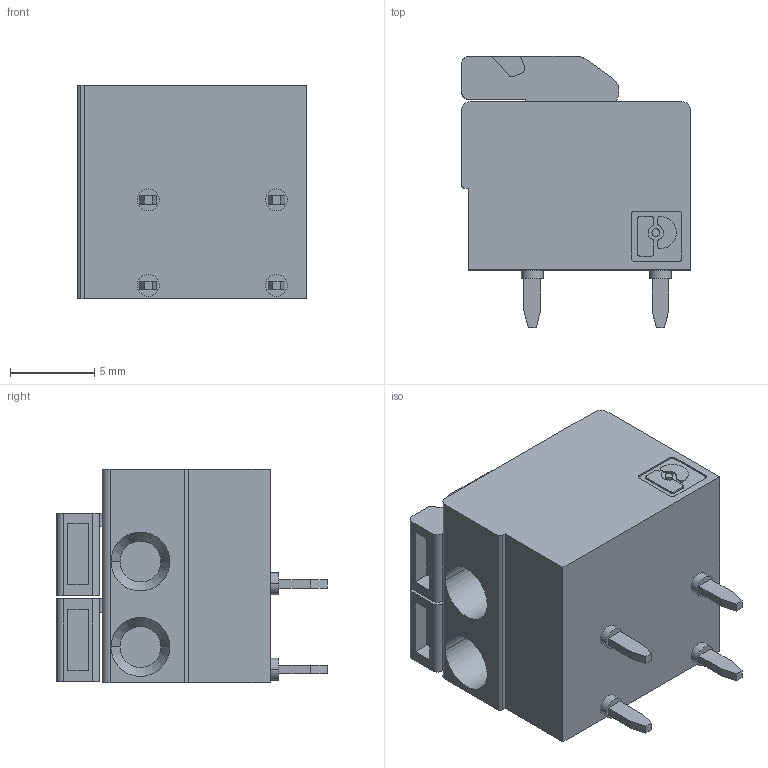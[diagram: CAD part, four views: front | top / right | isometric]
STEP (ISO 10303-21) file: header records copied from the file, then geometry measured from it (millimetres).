
FILE_DESCRIPTION(('STEP AP214'),'1');
FILE_NAME('1780808.stp','2018-10-15T20:07:24',('TraceParts'),('TraceParts S.A.'),'Spatial InterOp 3D',' ',' ');
FILE_SCHEMA(('automotive_design'));
Length unit declared in the file: millimetre
Products named in the file (1): 1780808
Bounding box: 13.6 x 16.1 x 12.7 mm (x, y, z)
Volume: 1739.9 mm3; surface area: 1286.3 mm2
Topology: 1 solids, 1 shells, 172 faces, 438 edges, 292 vertices
Faces by surface type: plane 103, cylinder 65, cone 4
Entity records: 6622 total; most frequent: DIRECTION 924, CARTESIAN_POINT 903, ORIENTED_EDGE 876, EDGE_CURVE 438, AXIS2_PLACEMENT_3D 313, LINE 298, VECTOR 298, VERTEX_POINT 292
